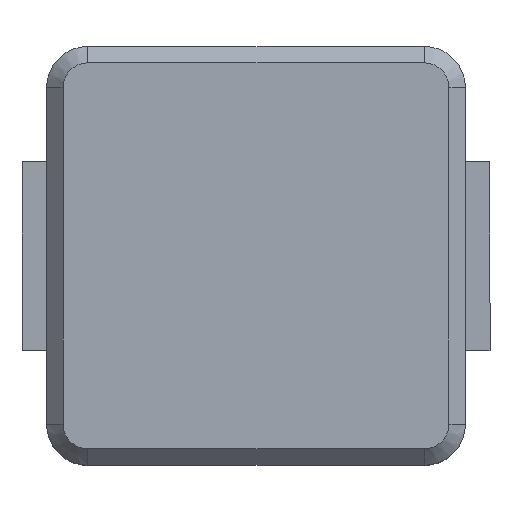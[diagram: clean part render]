
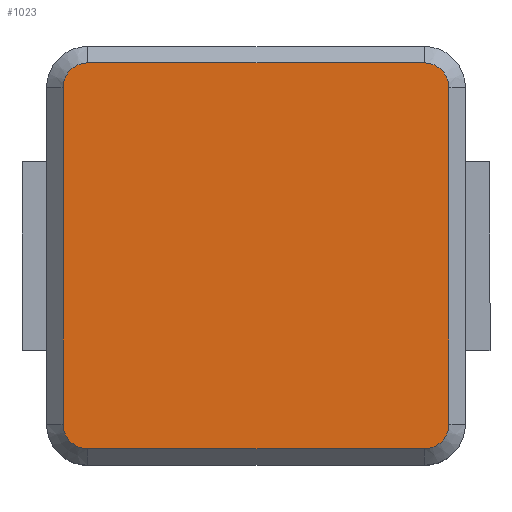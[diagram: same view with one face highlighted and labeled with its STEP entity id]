
A CAD part, top view. The second image highlights one B-rep face of the part: STEP entity #1023.
In plain terms, the highlighted planar face has unit normal (0, 0, 1).
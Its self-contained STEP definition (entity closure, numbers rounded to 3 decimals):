
#12 = CARTESIAN_POINT ( 'NONE',  ( 2.05, 2.05, 2. ) ) ;
#22 = CARTESIAN_POINT ( 'NONE',  ( -2.35, -2.05, 2. ) ) ;
#62 = CARTESIAN_POINT ( 'NONE',  ( -2.05, 2.35, 2. ) ) ;
#78 = ORIENTED_EDGE ( 'NONE', *, *, #759, .T. ) ;
#92 = CARTESIAN_POINT ( 'NONE',  ( -2.35, 2.05, 2. ) ) ;
#100 = AXIS2_PLACEMENT_3D ( 'NONE', #441, #177, #818 ) ;
#107 = CARTESIAN_POINT ( 'NONE',  ( -2.05, 2.05, 2. ) ) ;
#133 = DIRECTION ( 'NONE',  ( 0., 1., 0. ) ) ;
#171 = EDGE_CURVE ( 'NONE', #795, #700, #227, .T. ) ;
#177 = DIRECTION ( 'NONE',  ( 0., 0., 1. ) ) ;
#201 = VERTEX_POINT ( 'NONE', #92 ) ;
#205 = AXIS2_PLACEMENT_3D ( 'NONE', #12, #655, #1004 ) ;
#210 = DIRECTION ( 'NONE',  ( 0., 0., 1. ) ) ;
#215 = VERTEX_POINT ( 'NONE', #431 ) ;
#227 = CIRCLE ( 'NONE', #100, 0.3 ) ;
#270 = EDGE_CURVE ( 'NONE', #1062, #427, #544, .T. ) ;
#286 = DIRECTION ( 'NONE',  ( 1., 0., 0. ) ) ;
#290 = ORIENTED_EDGE ( 'NONE', *, *, #1066, .T. ) ;
#314 = CARTESIAN_POINT ( 'NONE',  ( 0., 0., 2. ) ) ;
#324 = VECTOR ( 'NONE', #133, 1000. ) ;
#360 = CARTESIAN_POINT ( 'NONE',  ( 2.05, -2.35, 2. ) ) ;
#371 = ORIENTED_EDGE ( 'NONE', *, *, #880, .T. ) ;
#379 = DIRECTION ( 'NONE',  ( 0., -1., 0. ) ) ;
#381 = DIRECTION ( 'NONE',  ( 1., 0., 0. ) ) ;
#386 = PLANE ( 'NONE',  #530 ) ;
#391 = CARTESIAN_POINT ( 'NONE',  ( 2.35, -2.05, 2. ) ) ;
#402 = DIRECTION ( 'NONE',  ( -1., 0., 0. ) ) ;
#406 = CARTESIAN_POINT ( 'NONE',  ( -2.05, 2.35, 2. ) ) ;
#427 = VERTEX_POINT ( 'NONE', #466 ) ;
#430 = CARTESIAN_POINT ( 'NONE',  ( -2.05, -2.35, 2. ) ) ;
#431 = CARTESIAN_POINT ( 'NONE',  ( 2.05, 2.35, 2. ) ) ;
#441 = CARTESIAN_POINT ( 'NONE',  ( -2.05, -2.05, 2. ) ) ;
#454 = CARTESIAN_POINT ( 'NONE',  ( 2.05, -2.35, 2. ) ) ;
#466 = CARTESIAN_POINT ( 'NONE',  ( 2.35, 2.05, 2. ) ) ;
#474 = LINE ( 'NONE', #947, #1024 ) ;
#475 = CIRCLE ( 'NONE', #626, 0.3 ) ;
#477 = VERTEX_POINT ( 'NONE', #406 ) ;
#498 = VECTOR ( 'NONE', #381, 1000. ) ;
#530 = AXIS2_PLACEMENT_3D ( 'NONE', #314, #637, #563 ) ;
#534 = CARTESIAN_POINT ( 'NONE',  ( 2.35, 2.05, 2. ) ) ;
#544 = LINE ( 'NONE', #534, #324 ) ;
#545 = CARTESIAN_POINT ( 'NONE',  ( 2.05, -2.05, 2. ) ) ;
#561 = VERTEX_POINT ( 'NONE', #360 ) ;
#563 = DIRECTION ( 'NONE',  ( 1., 0., 0. ) ) ;
#572 = EDGE_CURVE ( 'NONE', #700, #561, #617, .T. ) ;
#617 = LINE ( 'NONE', #454, #498 ) ;
#626 = AXIS2_PLACEMENT_3D ( 'NONE', #107, #1011, #1020 ) ;
#637 = DIRECTION ( 'NONE',  ( 0., 0., 1. ) ) ;
#655 = DIRECTION ( 'NONE',  ( 0., 0., 1. ) ) ;
#666 = CIRCLE ( 'NONE', #205, 0.3 ) ;
#700 = VERTEX_POINT ( 'NONE', #430 ) ;
#704 = EDGE_LOOP ( 'NONE', ( #78, #290, #1046, #952, #726, #811, #371, #820 ) ) ;
#709 = LINE ( 'NONE', #62, #807 ) ;
#717 = AXIS2_PLACEMENT_3D ( 'NONE', #545, #210, #286 ) ;
#726 = ORIENTED_EDGE ( 'NONE', *, *, #171, .T. ) ;
#759 = EDGE_CURVE ( 'NONE', #427, #215, #666, .T. ) ;
#795 = VERTEX_POINT ( 'NONE', #22 ) ;
#807 = VECTOR ( 'NONE', #402, 1000. ) ;
#811 = ORIENTED_EDGE ( 'NONE', *, *, #572, .T. ) ;
#818 = DIRECTION ( 'NONE',  ( 1., 0., 0. ) ) ;
#820 = ORIENTED_EDGE ( 'NONE', *, *, #270, .T. ) ;
#834 = EDGE_CURVE ( 'NONE', #201, #795, #474, .T. ) ;
#869 = FACE_OUTER_BOUND ( 'NONE', #704, .T. ) ;
#880 = EDGE_CURVE ( 'NONE', #561, #1062, #929, .T. ) ;
#894 = EDGE_CURVE ( 'NONE', #477, #201, #475, .T. ) ;
#929 = CIRCLE ( 'NONE', #717, 0.3 ) ;
#947 = CARTESIAN_POINT ( 'NONE',  ( -2.35, -2.05, 2. ) ) ;
#952 = ORIENTED_EDGE ( 'NONE', *, *, #834, .T. ) ;
#1004 = DIRECTION ( 'NONE',  ( 1., 0., 0. ) ) ;
#1011 = DIRECTION ( 'NONE',  ( 0., 0., 1. ) ) ;
#1020 = DIRECTION ( 'NONE',  ( 1., 0., 0. ) ) ;
#1023 = ADVANCED_FACE ( 'NONE', ( #869 ), #386, .T. ) ;
#1024 = VECTOR ( 'NONE', #379, 1000. ) ;
#1046 = ORIENTED_EDGE ( 'NONE', *, *, #894, .T. ) ;
#1062 = VERTEX_POINT ( 'NONE', #391 ) ;
#1066 = EDGE_CURVE ( 'NONE', #215, #477, #709, .T. ) ;
